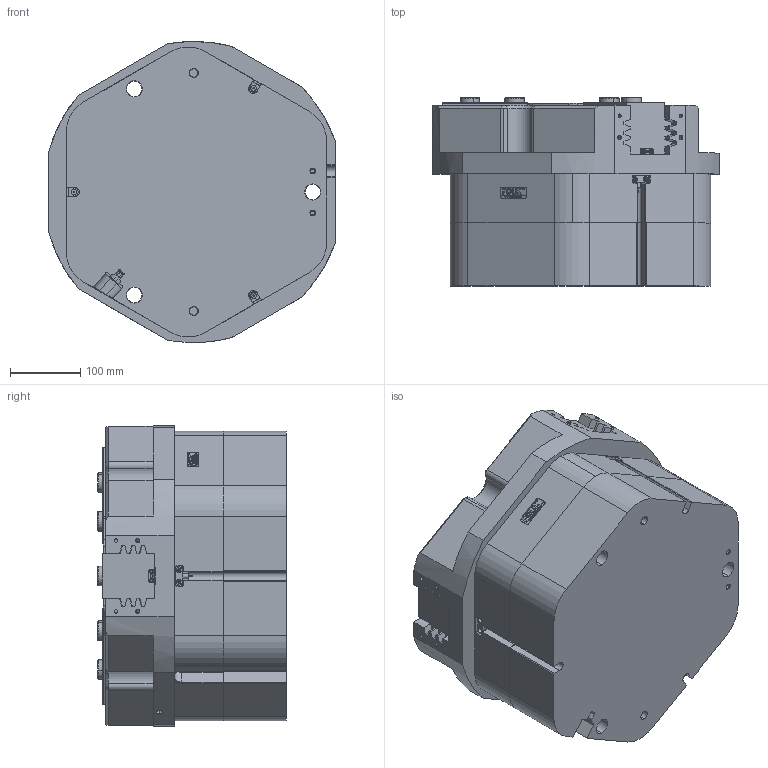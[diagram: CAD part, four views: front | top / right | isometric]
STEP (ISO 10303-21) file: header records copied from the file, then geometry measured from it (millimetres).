
FILE_DESCRIPTION (( 'STEP AP203' ), '1' );
FILE_NAME ('FZ290-430-S-NC.STEP', '2024-12-20T08:15:34', ( 'USER-' ), ( 'Microsoft' ), 'SwSTEP 2.0', 'SolidWorks 2018', '' );
FILE_SCHEMA (( 'CONFIG_CONTROL_DESIGN' ));
Length unit declared in the file: millimetre
Products named in the file (12): TZT290-430-M-01 褲极; TZT290-430-M-06 笢猾啣; 42x16-R2.5; TZT290-430-M-NC-05 赻坶菁裔啣; ﾏ擎ﾗ28｡ﾁ22｡ﾁ17; TR300-15-1晚假蚾輸; FZ290-430-S-NC; FZ290-430-S; 电容传感器; 湮酴; 昹親棠覜羲壽; TZT290-430-S-02 賑輸1
Assembly tree (25 placements, depth 3):
  FZ290-430-S-NC
    FZ290-430-S
      TZT290-430-M-01 褲极
      TZT290-430-M-06 笢猾啣
      42x16-R2.5
      湮酴  x3
      电容传感器  x3
      TZT290-430-S-02 賑輸1  x3
      昹親棠覜羲壽  x2
      TR300-15-1晚假蚾輸  x3
      ﾏ擎ﾗ28｡ﾁ22｡ﾁ17  x6
    TZT290-430-M-NC-05 赻坶菁裔啣
Bounding box: 409 x 269 x 429.97 mm (x, y, z)
Volume: 30455875.3 mm3; surface area: 1364764.1 mm2
Topology: 24 solids, 36 shells, 1759 faces, 4500 edges, 2837 vertices
Faces by surface type: plane 872, cylinder 467, cone 251, bspline 157, torus 12
Entity records: 47872 total; most frequent: CARTESIAN_POINT 13866, ORIENTED_EDGE 6876, DIRECTION 6380, EDGE_CURVE 3438, VECTOR 2252, LINE 2252, VERTEX_POINT 2213, AXIS2_PLACEMENT_3D 2064
